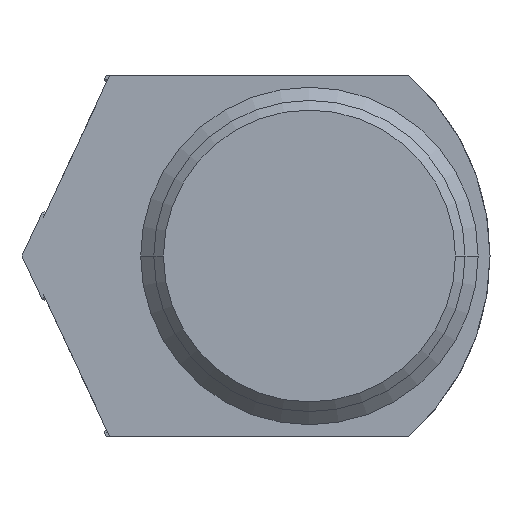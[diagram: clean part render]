
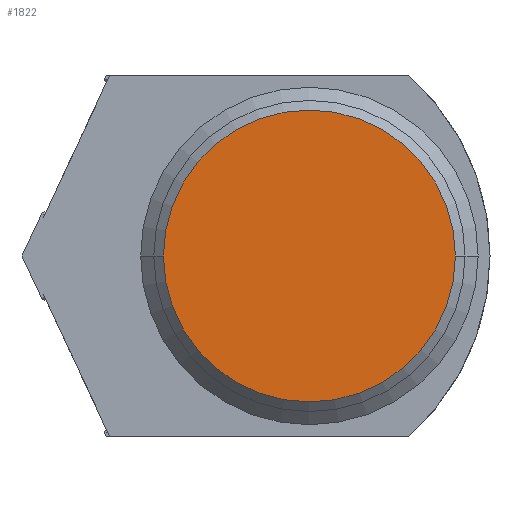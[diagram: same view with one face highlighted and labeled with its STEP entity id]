
A CAD part, left-side view. The second image highlights one B-rep face of the part: STEP entity #1822.
In plain terms, the highlighted planar face has unit normal (-1, 0, 0).
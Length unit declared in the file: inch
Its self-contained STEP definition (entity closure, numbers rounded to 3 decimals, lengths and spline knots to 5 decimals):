
#461=CARTESIAN_POINT('',(-2.,-0.187,0.));
#462=DIRECTION('',(-1.,0.,0.));
#463=DIRECTION('',(0.,1.,0.));
#464=AXIS2_PLACEMENT_3D('',#461,#462,#463);
#491=CARTESIAN_POINT('',(-2.,-0.187,0.));
#492=DIRECTION('',(1.,0.,0.));
#493=DIRECTION('',(0.,1.,0.));
#494=AXIS2_PLACEMENT_3D('',#491,#492,#493);
#1337=CARTESIAN_POINT('',(-2.,0.268,0.));
#1338=CARTESIAN_POINT('',(-2.,-0.642,0.));
#1339=VERTEX_POINT('',#1337);
#1340=VERTEX_POINT('',#1338);
#1812=CARTESIAN_POINT('',(-2.,0.,0.));
#1813=DIRECTION('',(1.,0.,0.));
#1814=DIRECTION('',(0.,0.,-1.));
#1815=AXIS2_PLACEMENT_3D('',#1812,#1813,#1814);
#1816=PLANE('',#1815);
#1817=ORIENTED_EDGE('',*,*,#1802,.F.);
#1819=ORIENTED_EDGE('',*,*,#1818,.T.);
#1820=EDGE_LOOP('',(#1817,#1819));
#1821=FACE_OUTER_BOUND('',#1820,.F.);
#465=CIRCLE('',#464,0.455);
#495=CIRCLE('',#494,0.455);
#1802=EDGE_CURVE('',#1339,#1340,#465,.T.);
#1818=EDGE_CURVE('',#1339,#1340,#495,.T.);
#1822=ADVANCED_FACE('',(#1821),#1816,.F.);
